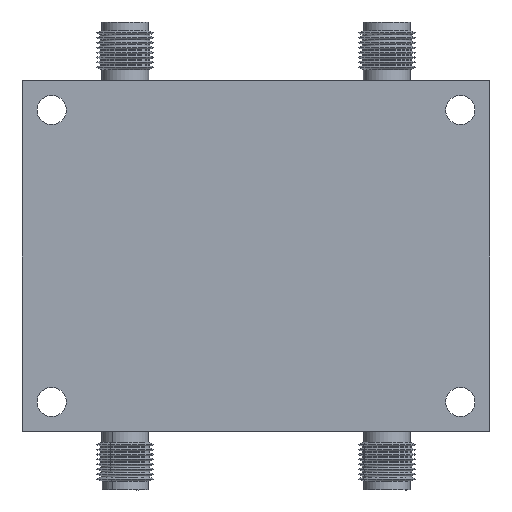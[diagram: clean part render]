
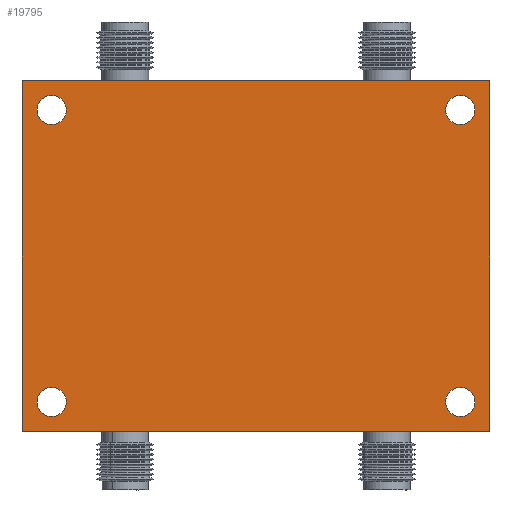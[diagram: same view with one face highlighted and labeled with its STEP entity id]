
A CAD part, front view. The second image highlights one B-rep face of the part: STEP entity #19795.
In plain terms, the highlighted planar face has unit normal (0, -1, 0).
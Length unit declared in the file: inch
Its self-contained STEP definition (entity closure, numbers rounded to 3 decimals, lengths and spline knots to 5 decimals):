
#676 = DIRECTION ( 'NONE',  ( 0., 0., -1. ) ) ;
#1105 = EDGE_CURVE ( 'NONE', #2204, #30651, #20056, .T. ) ;
#1463 = DIRECTION ( 'NONE',  ( 0., -1., 0. ) ) ;
#1677 = ORIENTED_EDGE ( 'NONE', *, *, #16226, .T. ) ;
#1753 = EDGE_CURVE ( 'NONE', #26137, #12753, #31595, .T. ) ;
#1810 = VERTEX_POINT ( 'NONE', #12541 ) ;
#2079 = EDGE_CURVE ( 'NONE', #16440, #6514, #26119, .T. ) ;
#2204 = VERTEX_POINT ( 'NONE', #10590 ) ;
#2284 = DIRECTION ( 'NONE',  ( 0., 1., 0. ) ) ;
#2585 = VERTEX_POINT ( 'NONE', #11985 ) ;
#3081 = VECTOR ( 'NONE', #28763, 39.37008 ) ;
#3493 = EDGE_CURVE ( 'NONE', #6514, #16440, #34822, .T. ) ;
#3561 = FACE_OUTER_BOUND ( 'NONE', #32463, .T. ) ;
#4109 = DIRECTION ( 'NONE',  ( 0., 1., 0. ) ) ;
#4125 = FACE_BOUND ( 'NONE', #11759, .T. ) ;
#4151 = DIRECTION ( 'NONE',  ( 0., 0., -1. ) ) ;
#4662 = CARTESIAN_POINT ( 'NONE',  ( -0.875, 0., -0.625 ) ) ;
#4891 = DIRECTION ( 'NONE',  ( 0., 0., -1. ) ) ;
#5913 = AXIS2_PLACEMENT_3D ( 'NONE', #30496, #1463, #21286 ) ;
#6267 = ORIENTED_EDGE ( 'NONE', *, *, #9617, .T. ) ;
#6388 = CARTESIAN_POINT ( 'NONE',  ( -0.875, 0., -0.6875 ) ) ;
#6514 = VERTEX_POINT ( 'NONE', #23815 ) ;
#6845 = ORIENTED_EDGE ( 'NONE', *, *, #22917, .F. ) ;
#7003 = DIRECTION ( 'NONE',  ( 0., 1., 0. ) ) ;
#7829 = AXIS2_PLACEMENT_3D ( 'NONE', #15906, #4109, #676 ) ;
#7951 = ORIENTED_EDGE ( 'NONE', *, *, #14442, .T. ) ;
#8603 = CARTESIAN_POINT ( 'NONE',  ( -1., 0., 0.75 ) ) ;
#8663 = DIRECTION ( 'NONE',  ( 1., 0., 0. ) ) ;
#9012 = DIRECTION ( 'NONE',  ( 0., 1., 0. ) ) ;
#9197 = ORIENTED_EDGE ( 'NONE', *, *, #17837, .F. ) ;
#9617 = EDGE_CURVE ( 'NONE', #29535, #35085, #27635, .T. ) ;
#10032 = FACE_BOUND ( 'NONE', #27570, .T. ) ;
#10242 = PLANE ( 'NONE',  #5913 ) ;
#10590 = CARTESIAN_POINT ( 'NONE',  ( -1., 0., -0.75 ) ) ;
#10667 = CIRCLE ( 'NONE', #26510, 0.0625 ) ;
#10732 = VECTOR ( 'NONE', #24065, 39.37008 ) ;
#10863 = AXIS2_PLACEMENT_3D ( 'NONE', #4662, #25638, #19507 ) ;
#10999 = CARTESIAN_POINT ( 'NONE',  ( -1., 0., 0.75 ) ) ;
#11014 = DIRECTION ( 'NONE',  ( 0., 0., -1. ) ) ;
#11349 = CARTESIAN_POINT ( 'NONE',  ( 1., 0., 0.75 ) ) ;
#11740 = AXIS2_PLACEMENT_3D ( 'NONE', #16549, #25364, #21534 ) ;
#11759 = EDGE_LOOP ( 'NONE', ( #34358, #7951 ) ) ;
#11985 = CARTESIAN_POINT ( 'NONE',  ( 0.875, 0., -0.6875 ) ) ;
#12359 = AXIS2_PLACEMENT_3D ( 'NONE', #30916, #31485, #4891 ) ;
#12541 = CARTESIAN_POINT ( 'NONE',  ( 1., 0., -0.75 ) ) ;
#12753 = VERTEX_POINT ( 'NONE', #22466 ) ;
#13131 = CARTESIAN_POINT ( 'NONE',  ( 0.875, 0., 0.5625 ) ) ;
#13169 = EDGE_CURVE ( 'NONE', #30651, #33697, #34904, .T. ) ;
#13516 = EDGE_LOOP ( 'NONE', ( #1677, #6267 ) ) ;
#14442 = EDGE_CURVE ( 'NONE', #2585, #24531, #23360, .T. ) ;
#14794 = CARTESIAN_POINT ( 'NONE',  ( 0.875, 0., -0.5625 ) ) ;
#14936 = CARTESIAN_POINT ( 'NONE',  ( 0.875, 0., 0.6875 ) ) ;
#15683 = AXIS2_PLACEMENT_3D ( 'NONE', #33438, #7003, #4151 ) ;
#15906 = CARTESIAN_POINT ( 'NONE',  ( -0.875, 0., 0.625 ) ) ;
#16226 = EDGE_CURVE ( 'NONE', #35085, #29535, #21531, .T. ) ;
#16440 = VERTEX_POINT ( 'NONE', #29134 ) ;
#16549 = CARTESIAN_POINT ( 'NONE',  ( 0.875, 0., 0.625 ) ) ;
#17837 = EDGE_CURVE ( 'NONE', #1810, #2204, #28908, .T. ) ;
#18613 = FACE_BOUND ( 'NONE', #26786, .T. ) ;
#18800 = FACE_BOUND ( 'NONE', #13516, .T. ) ;
#19507 = DIRECTION ( 'NONE',  ( 0., 0., -1. ) ) ;
#19795 = ADVANCED_FACE ( 'NONE', ( #18613, #18800, #4125, #10032, #3561 ), #10242, .T. ) ;
#19870 = DIRECTION ( 'NONE',  ( 0., 0., 1. ) ) ;
#20056 = LINE ( 'NONE', #8603, #29111 ) ;
#21061 = EDGE_CURVE ( 'NONE', #12753, #26137, #26095, .T. ) ;
#21286 = DIRECTION ( 'NONE',  ( 0., 0., -1. ) ) ;
#21501 = ORIENTED_EDGE ( 'NONE', *, *, #2079, .T. ) ;
#21531 = CIRCLE ( 'NONE', #12359, 0.0625 ) ;
#21534 = DIRECTION ( 'NONE',  ( 0., 0., -1. ) ) ;
#22049 = ORIENTED_EDGE ( 'NONE', *, *, #1753, .T. ) ;
#22466 = CARTESIAN_POINT ( 'NONE',  ( -0.875, 0., -0.5625 ) ) ;
#22755 = CARTESIAN_POINT ( 'NONE',  ( 0.875, 0., -0.625 ) ) ;
#22917 = EDGE_CURVE ( 'NONE', #33697, #1810, #28590, .T. ) ;
#23360 = CIRCLE ( 'NONE', #27663, 0.0625 ) ;
#23773 = AXIS2_PLACEMENT_3D ( 'NONE', #32334, #35256, #26369 ) ;
#23815 = CARTESIAN_POINT ( 'NONE',  ( -0.875, 0., 0.6875 ) ) ;
#24065 = DIRECTION ( 'NONE',  ( -1., 0., 0. ) ) ;
#24531 = VERTEX_POINT ( 'NONE', #14794 ) ;
#24817 = ORIENTED_EDGE ( 'NONE', *, *, #3493, .T. ) ;
#25036 = ORIENTED_EDGE ( 'NONE', *, *, #13169, .F. ) ;
#25180 = CARTESIAN_POINT ( 'NONE',  ( 1., 0., 0.75 ) ) ;
#25364 = DIRECTION ( 'NONE',  ( 0., 1., 0. ) ) ;
#25638 = DIRECTION ( 'NONE',  ( 0., 1., 0. ) ) ;
#26008 = CARTESIAN_POINT ( 'NONE',  ( -1., 0., -0.75 ) ) ;
#26095 = CIRCLE ( 'NONE', #10863, 0.0625 ) ;
#26119 = CIRCLE ( 'NONE', #7829, 0.0625 ) ;
#26137 = VERTEX_POINT ( 'NONE', #6388 ) ;
#26369 = DIRECTION ( 'NONE',  ( 0., 0., -1. ) ) ;
#26510 = AXIS2_PLACEMENT_3D ( 'NONE', #28447, #2284, #11014 ) ;
#26786 = EDGE_LOOP ( 'NONE', ( #24817, #21501 ) ) ;
#27570 = EDGE_LOOP ( 'NONE', ( #32589, #22049 ) ) ;
#27635 = CIRCLE ( 'NONE', #11740, 0.0625 ) ;
#27663 = AXIS2_PLACEMENT_3D ( 'NONE', #22755, #9012, #31610 ) ;
#28260 = VECTOR ( 'NONE', #8663, 39.37008 ) ;
#28447 = CARTESIAN_POINT ( 'NONE',  ( 0.875, 0., -0.625 ) ) ;
#28590 = LINE ( 'NONE', #11349, #3081 ) ;
#28763 = DIRECTION ( 'NONE',  ( 0., 0., -1. ) ) ;
#28908 = LINE ( 'NONE', #26008, #10732 ) ;
#29111 = VECTOR ( 'NONE', #19870, 39.37008 ) ;
#29134 = CARTESIAN_POINT ( 'NONE',  ( -0.875, 0., 0.5625 ) ) ;
#29535 = VERTEX_POINT ( 'NONE', #13131 ) ;
#30496 = CARTESIAN_POINT ( 'NONE',  ( 0., 0., 0. ) ) ;
#30651 = VERTEX_POINT ( 'NONE', #10999 ) ;
#30916 = CARTESIAN_POINT ( 'NONE',  ( 0.875, 0., 0.625 ) ) ;
#31025 = ORIENTED_EDGE ( 'NONE', *, *, #1105, .F. ) ;
#31457 = CARTESIAN_POINT ( 'NONE',  ( -1., 0., 0.75 ) ) ;
#31485 = DIRECTION ( 'NONE',  ( 0., 1., 0. ) ) ;
#31595 = CIRCLE ( 'NONE', #15683, 0.0625 ) ;
#31610 = DIRECTION ( 'NONE',  ( 0., 0., -1. ) ) ;
#32334 = CARTESIAN_POINT ( 'NONE',  ( -0.875, 0., 0.625 ) ) ;
#32463 = EDGE_LOOP ( 'NONE', ( #6845, #25036, #31025, #9197 ) ) ;
#32589 = ORIENTED_EDGE ( 'NONE', *, *, #21061, .T. ) ;
#33438 = CARTESIAN_POINT ( 'NONE',  ( -0.875, 0., -0.625 ) ) ;
#33697 = VERTEX_POINT ( 'NONE', #25180 ) ;
#34358 = ORIENTED_EDGE ( 'NONE', *, *, #35575, .T. ) ;
#34822 = CIRCLE ( 'NONE', #23773, 0.0625 ) ;
#34904 = LINE ( 'NONE', #31457, #28260 ) ;
#35085 = VERTEX_POINT ( 'NONE', #14936 ) ;
#35256 = DIRECTION ( 'NONE',  ( 0., 1., 0. ) ) ;
#35575 = EDGE_CURVE ( 'NONE', #24531, #2585, #10667, .T. ) ;
